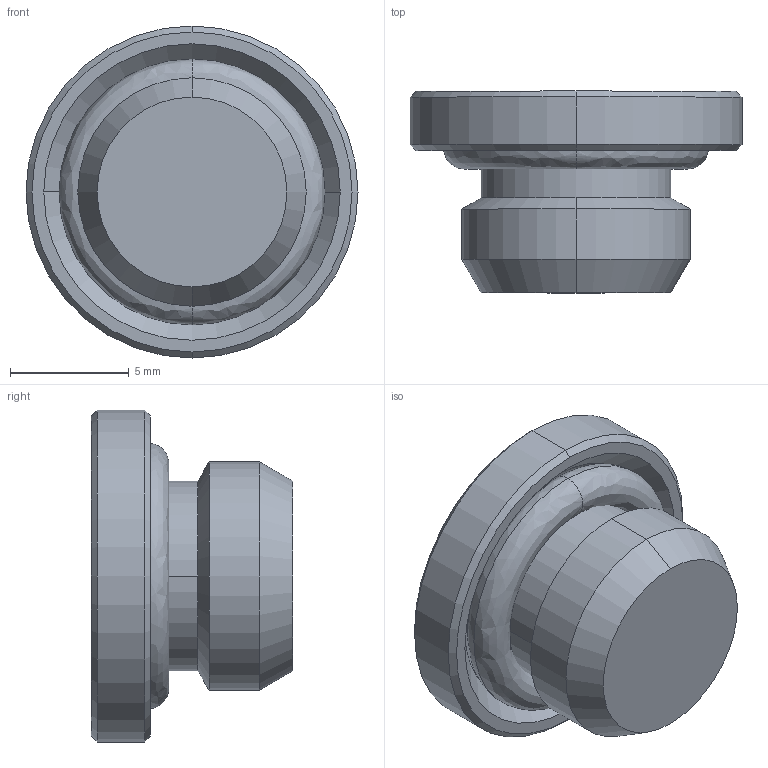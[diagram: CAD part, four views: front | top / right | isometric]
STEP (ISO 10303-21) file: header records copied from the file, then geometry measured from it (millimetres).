
FILE_DESCRIPTION(( 'RA.46.00.18V.STEP' ), '1');
FILE_NAME( 'RA.46.00.18V.STEP', '2018-10-12T08:46:53',( 'Sopra'),('sopra-pneumatic.com'), 'SwSTEP 2.0','SolidWorks 2009','' );
FILE_SCHEMA (( 'CONFIG_CONTROL_DESIGN' ));
Length unit declared in the file: millimetre
Products named in the file (1): RA.46.00.18V
Bounding box: 14 x 8.5 x 14 mm (x, y, z)
Volume: 626.1 mm3; surface area: 889.5 mm2
Topology: 2 solids, 2 shells, 52 faces, 130 edges, 81 vertices
Faces by surface type: plane 22, cone 14, cylinder 8, bspline 8
Entity records: 2163 total; most frequent: CARTESIAN_POINT 894, ORIENTED_EDGE 256, DIRECTION 246, EDGE_CURVE 128, AXIS2_PLACEMENT_3D 97, VERTEX_POINT 81, EDGE_LOOP 55, CIRCLE 52
